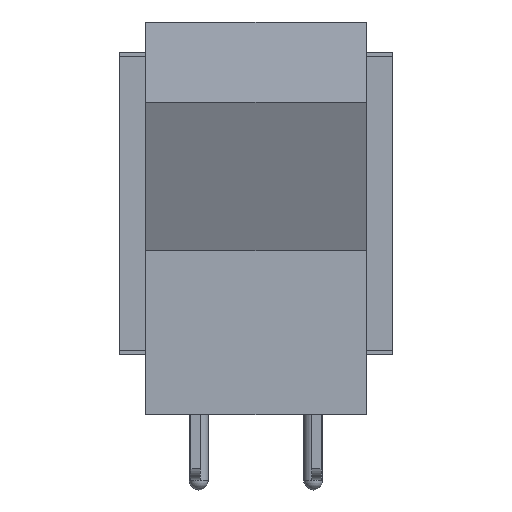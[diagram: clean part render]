
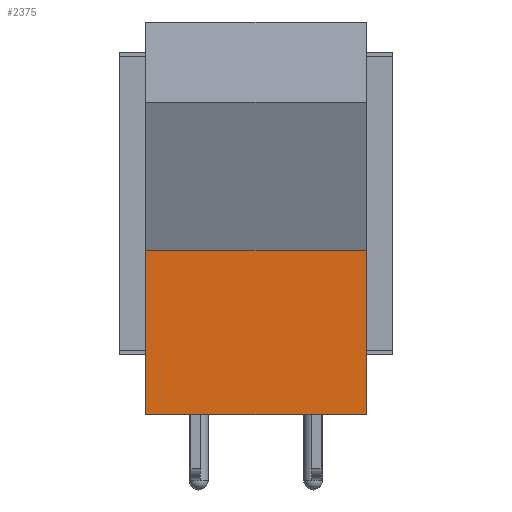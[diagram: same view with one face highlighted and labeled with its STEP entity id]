
A CAD part, front view. The second image highlights one B-rep face of the part: STEP entity #2375.
In plain terms, the highlighted planar face has unit normal (0, -1, 0).
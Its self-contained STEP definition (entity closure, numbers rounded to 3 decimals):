
#223=FACE_OUTER_BOUND('',#370,.T.);
#370=EDGE_LOOP('',(#2034,#2035,#2036,#2037));
#609=LINE('',#4153,#838);
#623=LINE('',#4343,#852);
#624=LINE('',#4345,#853);
#625=LINE('',#4346,#854);
#838=VECTOR('',#3096,10.);
#852=VECTOR('',#3118,10.);
#853=VECTOR('',#3119,10.);
#854=VECTOR('',#3120,10.);
#1119=VERTEX_POINT('',#4150);
#1120=VERTEX_POINT('',#4152);
#1132=VERTEX_POINT('',#4342);
#1133=VERTEX_POINT('',#4344);
#1433=EDGE_CURVE('',#1119,#1120,#609,.T.);
#1451=EDGE_CURVE('',#1132,#1119,#623,.T.);
#1452=EDGE_CURVE('',#1133,#1132,#624,.T.);
#1453=EDGE_CURVE('',#1120,#1133,#625,.T.);
#2034=ORIENTED_EDGE('',*,*,#1451,.F.);
#2035=ORIENTED_EDGE('',*,*,#1452,.F.);
#2036=ORIENTED_EDGE('',*,*,#1453,.F.);
#2037=ORIENTED_EDGE('',*,*,#1433,.F.);
#2268=PLANE('',#2566);
#2375=ADVANCED_FACE('',(#223),#2268,.T.);
#2566=AXIS2_PLACEMENT_3D('',#4341,#3116,#3117);
#3096=DIRECTION('',(0.,0.,1.));
#3116=DIRECTION('center_axis',(0.,-1.,0.));
#3117=DIRECTION('ref_axis',(0.,0.,-1.));
#3118=DIRECTION('',(-1.,0.,0.));
#3119=DIRECTION('',(0.,0.,-1.));
#3120=DIRECTION('',(1.,0.,0.));
#4150=CARTESIAN_POINT('',(-4.65,-12.791,0.));
#4152=CARTESIAN_POINT('',(-4.65,-12.791,6.904));
#4153=CARTESIAN_POINT('',(-4.65,-12.791,0.));
#4341=CARTESIAN_POINT('Origin',(0.,-12.791,6.904));
#4342=CARTESIAN_POINT('',(4.65,-12.791,0.));
#4343=CARTESIAN_POINT('',(0.,-12.791,0.));
#4344=CARTESIAN_POINT('',(4.65,-12.791,6.904));
#4345=CARTESIAN_POINT('',(4.65,-12.791,0.));
#4346=CARTESIAN_POINT('',(0.,-12.791,6.904));
